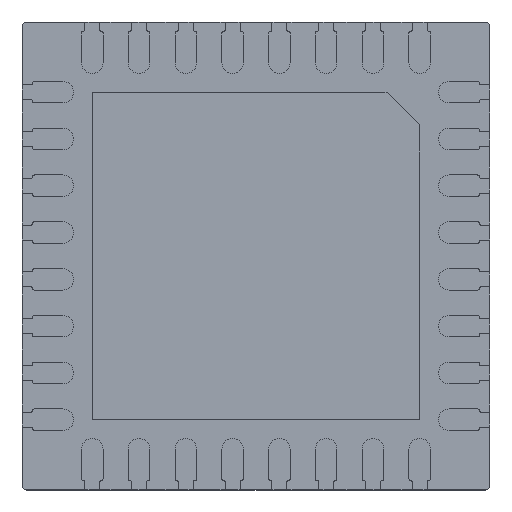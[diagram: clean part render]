
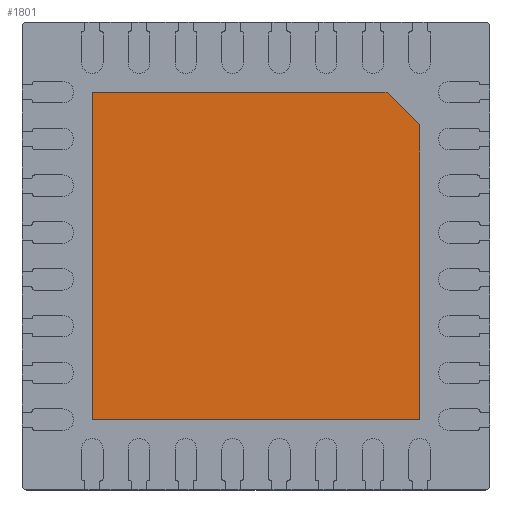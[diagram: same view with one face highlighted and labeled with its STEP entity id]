
A CAD part, top view. The second image highlights one B-rep face of the part: STEP entity #1801.
In plain terms, the highlighted planar face has unit normal (0, 0, 1).
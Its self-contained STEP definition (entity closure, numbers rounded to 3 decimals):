
#1801 = ADVANCED_FACE ( 'NONE', ( #4377 ), #20295, .T. ) ;
#4327 = ORIENTED_EDGE ( 'NONE', *, *, #9426, .T. ) ;
#4377 = FACE_OUTER_BOUND ( 'NONE', #10964, .T. ) ;
#4750 = AXIS2_PLACEMENT_3D ( 'NONE', #34362, #15506, #26636 ) ;
#5870 = VERTEX_POINT ( 'NONE', #11740 ) ;
#6455 = VERTEX_POINT ( 'NONE', #26080 ) ;
#7508 = CARTESIAN_POINT ( 'NONE',  ( -1.75, -1.75, 0.85 ) ) ;
#8138 = DIRECTION ( 'NONE',  ( 0., 1., 0. ) ) ;
#8672 = DIRECTION ( 'NONE',  ( 0., -1., 0. ) ) ;
#9113 = CARTESIAN_POINT ( 'NONE',  ( 1.4, 1.75, 0.85 ) ) ;
#9426 = EDGE_CURVE ( 'NONE', #15111, #5870, #33706, .T. ) ;
#10964 = EDGE_LOOP ( 'NONE', ( #24461, #24751, #35758, #4327, #11091 ) ) ;
#11091 = ORIENTED_EDGE ( 'NONE', *, *, #31849, .T. ) ;
#11482 = DIRECTION ( 'NONE',  ( -0.707, 0.707, 0. ) ) ;
#11740 = CARTESIAN_POINT ( 'NONE',  ( -1.75, -1.75, 0.85 ) ) ;
#12229 = CARTESIAN_POINT ( 'NONE',  ( 1.75, 1.4, 0.85 ) ) ;
#12759 = CARTESIAN_POINT ( 'NONE',  ( -1.75, 1.75, 0.85 ) ) ;
#13109 = VERTEX_POINT ( 'NONE', #27720 ) ;
#13435 = LINE ( 'NONE', #30626, #27629 ) ;
#15111 = VERTEX_POINT ( 'NONE', #12759 ) ;
#15506 = DIRECTION ( 'NONE',  ( 0., 0., 1. ) ) ;
#18038 = LINE ( 'NONE', #20798, #21428 ) ;
#20295 = PLANE ( 'NONE',  #4750 ) ;
#20798 = CARTESIAN_POINT ( 'NONE',  ( -1.75, 1.75, 0.85 ) ) ;
#20870 = DIRECTION ( 'NONE',  ( 1., 0., 0. ) ) ;
#21428 = VECTOR ( 'NONE', #29181, 1000. ) ;
#23019 = LINE ( 'NONE', #9113, #34383 ) ;
#23296 = CARTESIAN_POINT ( 'NONE',  ( -1.75, 1.75, 0.85 ) ) ;
#24461 = ORIENTED_EDGE ( 'NONE', *, *, #33299, .T. ) ;
#24751 = ORIENTED_EDGE ( 'NONE', *, *, #34055, .T. ) ;
#26080 = CARTESIAN_POINT ( 'NONE',  ( 1.4, 1.75, 0.85 ) ) ;
#26636 = DIRECTION ( 'NONE',  ( 1., 0., 0. ) ) ;
#27260 = VECTOR ( 'NONE', #8672, 1000. ) ;
#27629 = VECTOR ( 'NONE', #8138, 1000. ) ;
#27673 = VERTEX_POINT ( 'NONE', #12229 ) ;
#27720 = CARTESIAN_POINT ( 'NONE',  ( 1.75, -1.75, 0.85 ) ) ;
#28030 = EDGE_CURVE ( 'NONE', #6455, #15111, #18038, .T. ) ;
#29181 = DIRECTION ( 'NONE',  ( -1., 0., 0. ) ) ;
#30626 = CARTESIAN_POINT ( 'NONE',  ( 1.75, 1.4, 0.85 ) ) ;
#31035 = VECTOR ( 'NONE', #20870, 1000. ) ;
#31849 = EDGE_CURVE ( 'NONE', #5870, #13109, #32547, .T. ) ;
#32547 = LINE ( 'NONE', #7508, #31035 ) ;
#33299 = EDGE_CURVE ( 'NONE', #13109, #27673, #13435, .T. ) ;
#33706 = LINE ( 'NONE', #23296, #27260 ) ;
#34055 = EDGE_CURVE ( 'NONE', #27673, #6455, #23019, .T. ) ;
#34362 = CARTESIAN_POINT ( 'NONE',  ( 0., 0., 0.85 ) ) ;
#34383 = VECTOR ( 'NONE', #11482, 1000. ) ;
#35758 = ORIENTED_EDGE ( 'NONE', *, *, #28030, .T. ) ;
